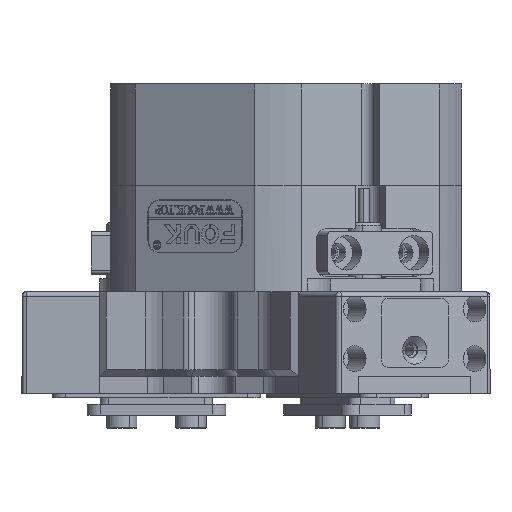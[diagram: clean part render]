
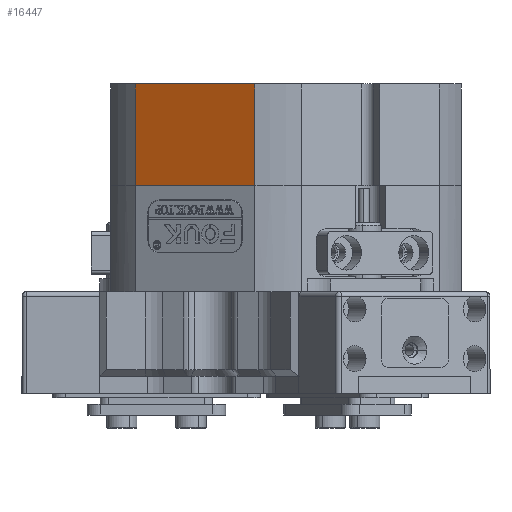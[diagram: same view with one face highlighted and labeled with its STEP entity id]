
A CAD part, front view. The second image highlights one B-rep face of the part: STEP entity #16447.
In plain terms, the highlighted face is planar.
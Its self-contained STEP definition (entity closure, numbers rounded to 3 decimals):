
#57 = LINE ( 'NONE', #57738, #54789 ) ;
#2374 = DIRECTION ( 'NONE',  ( 0.5, 0.866, 0. ) ) ;
#3192 = AXIS2_PLACEMENT_3D ( 'NONE', #52993, #29431, #34658 ) ;
#3965 = VERTEX_POINT ( 'NONE', #26217 ) ;
#4295 = EDGE_CURVE ( 'NONE', #27462, #8908, #8808, .T. ) ;
#7118 = EDGE_CURVE ( 'NONE', #27462, #3965, #39606, .T. ) ;
#7237 = DIRECTION ( 'NONE',  ( 0., 0., 1. ) ) ;
#8808 = LINE ( 'NONE', #25556, #25381 ) ;
#8908 = VERTEX_POINT ( 'NONE', #25465 ) ;
#9142 = VERTEX_POINT ( 'NONE', #45748 ) ;
#9205 = ORIENTED_EDGE ( 'NONE', *, *, #7118, .F. ) ;
#10850 = CARTESIAN_POINT ( 'NONE',  ( 27.523, -34.329, 23. ) ) ;
#16447 = ADVANCED_FACE ( 'NONE', ( #22929 ), #57404, .F. ) ;
#18277 = CARTESIAN_POINT ( 'NONE',  ( 43.491, -6.671, -0.5 ) ) ;
#20100 = DIRECTION ( 'NONE',  ( 0., 0., -1. ) ) ;
#22929 = FACE_OUTER_BOUND ( 'NONE', #44570, .T. ) ;
#24415 = ORIENTED_EDGE ( 'NONE', *, *, #4295, .T. ) ;
#25381 = VECTOR ( 'NONE', #7237, 1000. ) ;
#25465 = CARTESIAN_POINT ( 'NONE',  ( 43.491, -6.671, 23. ) ) ;
#25556 = CARTESIAN_POINT ( 'NONE',  ( 43.491, -6.671, 23. ) ) ;
#26217 = CARTESIAN_POINT ( 'NONE',  ( 27.523, -34.329, -0.5 ) ) ;
#27341 = VECTOR ( 'NONE', #59714, 1000. ) ;
#27462 = VERTEX_POINT ( 'NONE', #18277 ) ;
#29431 = DIRECTION ( 'NONE',  ( -0.866, 0.5, 0. ) ) ;
#34658 = DIRECTION ( 'NONE',  ( -0.5, -0.866, 0. ) ) ;
#35447 = EDGE_CURVE ( 'NONE', #9142, #3965, #48876, .T. ) ;
#39606 = LINE ( 'NONE', #49843, #27341 ) ;
#40189 = EDGE_CURVE ( 'NONE', #9142, #8908, #57, .T. ) ;
#42398 = VECTOR ( 'NONE', #20100, 1000. ) ;
#43774 = ORIENTED_EDGE ( 'NONE', *, *, #35447, .T. ) ;
#44570 = EDGE_LOOP ( 'NONE', ( #24415, #47922, #43774, #9205 ) ) ;
#45748 = CARTESIAN_POINT ( 'NONE',  ( 27.523, -34.329, 23. ) ) ;
#47922 = ORIENTED_EDGE ( 'NONE', *, *, #40189, .F. ) ;
#48876 = LINE ( 'NONE', #10850, #42398 ) ;
#49843 = CARTESIAN_POINT ( 'NONE',  ( 43.491, -6.671, -0.5 ) ) ;
#52993 = CARTESIAN_POINT ( 'NONE',  ( 21.827, -44.195, 23.001 ) ) ;
#54789 = VECTOR ( 'NONE', #2374, 1000. ) ;
#57404 = PLANE ( 'NONE',  #3192 ) ;
#57738 = CARTESIAN_POINT ( 'NONE',  ( 21.827, -44.195, 23. ) ) ;
#59714 = DIRECTION ( 'NONE',  ( -0.5, -0.866, 0. ) ) ;
